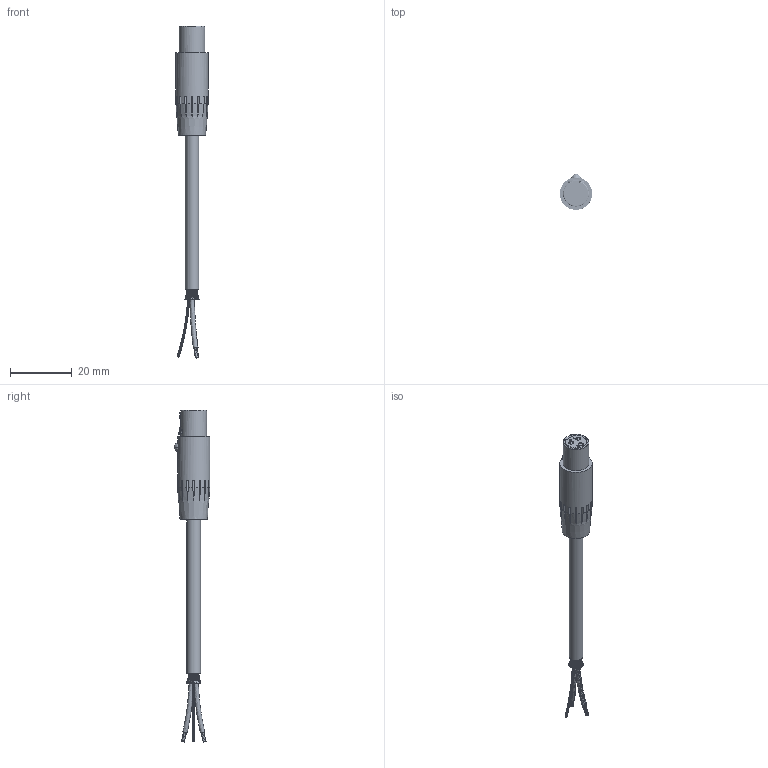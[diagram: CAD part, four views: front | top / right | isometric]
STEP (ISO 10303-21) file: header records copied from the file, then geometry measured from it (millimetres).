
FILE_DESCRIPTION(/* description */ (''),/* implementation_level */ '2;1');
FILE_NAME(/* name */ 'C380.stp',/* time_stamp */ '2025-05-20T11:58:17-04:00',/* author */ ('cthayer'),/* organization */ (''),/* preprocessor_version */ 'ST-DEVELOPER v20',/* originating_system */ 'Autodesk Inventor 2025',/* authorisation */ '');
FILE_SCHEMA (('AUTOMOTIVE_DESIGN { 1 0 10303 214 3 1 1 }'));
Products named in the file (4): C380; C380_1; CB110; CBP10090
Assembly tree (3 placements, depth 3):
  C380
    C380_1
    CB110
      CBP10090
Bounding box: 10.49 x 11.6 x 107.83 mm (x, y, z)
Volume: 3493.1 mm3; surface area: 3036.6 mm2
Topology: 40 solids, 40 shells, 914 faces, 3363 edges, 2129 vertices
Faces by surface type: bspline 527, plane 287, cylinder 81, cone 17, torus 2
Full cylindrical faces by diameter (mm): 0.127 x19, 0.203 x38, 1.575 x3, 3.404 x1, 3.531 x1, 4.445 x1, 4.826 x1, 8.382 x1, 10.49 x1
Entity records: 68410 total; most frequent: CARTESIAN_POINT 42643, ORIENTED_EDGE 6650, DIRECTION 3805, EDGE_CURVE 3325, VERTEX_POINT 2129, AXIS2_PLACEMENT_3D 1782, B_SPLINE_CURVE_WITH_KNOTS 1662, CIRCLE 1371
